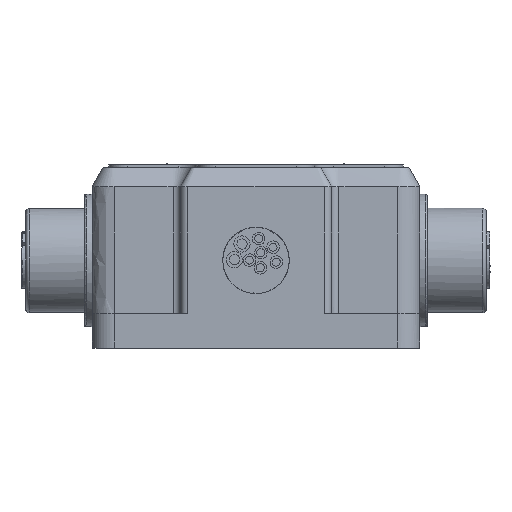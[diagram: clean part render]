
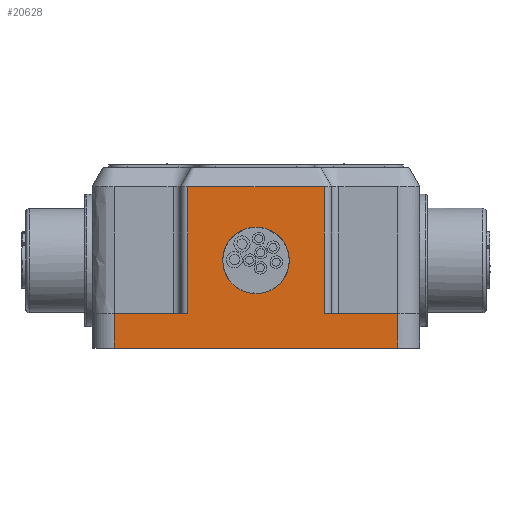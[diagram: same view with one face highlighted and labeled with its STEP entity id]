
A CAD part, front view. The second image highlights one B-rep face of the part: STEP entity #20628.
In plain terms, the highlighted free-form (B-spline) face has degree [1, 1] with [2, 2] control points.
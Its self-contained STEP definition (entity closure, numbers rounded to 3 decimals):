
#20515=CARTESIAN_POINT('',(4.5,0.,11.9));
#20516=VERTEX_POINT('',#20515);
#20517=CARTESIAN_POINT('',(0.,0.,16.4));
#20518=VERTEX_POINT('',#20517);
#20519=CARTESIAN_POINT('',(4.5,0.,11.9));
#20520=CARTESIAN_POINT('',(4.5,0.,16.4));
#20521=CARTESIAN_POINT('',(0.,0.,16.4));
#20522=(BOUNDED_CURVE()B_SPLINE_CURVE(2,(#20519,#20520,#20521),.CIRCULAR_ARC.,.F.,.U.)B_SPLINE_CURVE_WITH_KNOTS((3,3),(0.75,1.),.UNSPECIFIED.)CURVE()GEOMETRIC_REPRESENTATION_ITEM()RATIONAL_B_SPLINE_CURVE((1.,0.707,1.))REPRESENTATION_ITEM(''));
#20523=EDGE_CURVE('',#20516,#20518,#20522,.T.);
#20534=CARTESIAN_POINT('',(0.,0.,16.4));
#20535=CARTESIAN_POINT('',(-4.5,0.,16.4));
#20536=CARTESIAN_POINT('',(-4.5,0.,11.9));
#20537=CARTESIAN_POINT('',(-4.5,0.,7.4));
#20538=CARTESIAN_POINT('',(0.,0.,7.4));
#20539=CARTESIAN_POINT('',(4.5,0.,7.4));
#20540=CARTESIAN_POINT('',(4.5,0.,11.9));
#20541=CARTESIAN_POINT('',(4.5,0.,11.9));
#20542=CARTESIAN_POINT('',(4.5,0.,11.9));
#20543=(BOUNDED_CURVE()B_SPLINE_CURVE(2,(#20534,#20535,#20536,#20537,#20538,#20539,#20540,#20541,#20542),.CIRCULAR_ARC.,.F.,.U.)B_SPLINE_CURVE_WITH_KNOTS((3,2,2,2,3),(0.,0.25,0.5,0.75,0.75),.UNSPECIFIED.)CURVE()GEOMETRIC_REPRESENTATION_ITEM()RATIONAL_B_SPLINE_CURVE((1.,0.707,1.,0.707,1.,0.707,1.,1.,1.))REPRESENTATION_ITEM(''));
#20544=EDGE_CURVE('',#20518,#20516,#20543,.T.);
#20549=CARTESIAN_POINT('',(22.147,0.,-11.196));
#20550=CARTESIAN_POINT('',(-22.147,0.,-11.196));
#20551=CARTESIAN_POINT('',(22.147,0.,33.099));
#20552=CARTESIAN_POINT('',(-22.147,0.,33.099));
#20553=B_SPLINE_SURFACE_WITH_KNOTS('',1,1,((#20549,#20550),(#20551,#20552)),.PLANE_SURF.,.F.,.F.,.U.,(2,2),(2,2),(0.,1.),(0.,1.),.UNSPECIFIED.);
#20554=CARTESIAN_POINT('',(9.251,0.,21.9));
#20555=VERTEX_POINT('',#20554);
#20556=CARTESIAN_POINT('',(-9.25,0.,21.9));
#20557=VERTEX_POINT('',#20556);
#20558=CARTESIAN_POINT('',(9.251,0.,21.9));
#20559=CARTESIAN_POINT('',(6.168,0.,21.9));
#20560=CARTESIAN_POINT('',(1.542,0.,21.9));
#20561=CARTESIAN_POINT('',(-3.083,0.,21.9));
#20562=CARTESIAN_POINT('',(-5.396,0.,21.9));
#20563=CARTESIAN_POINT('',(-6.166,0.,21.9));
#20564=CARTESIAN_POINT('',(-7.323,0.,21.9));
#20565=CARTESIAN_POINT('',(-7.708,0.,21.9));
#20566=CARTESIAN_POINT('',(-8.286,0.,21.9));
#20567=CARTESIAN_POINT('',(-8.575,0.,21.9));
#20568=CARTESIAN_POINT('',(-8.865,0.,21.9));
#20569=CARTESIAN_POINT('',(-9.057,0.,21.9));
#20570=CARTESIAN_POINT('',(-9.154,0.,21.902));
#20571=CARTESIAN_POINT('',(-9.25,0.,21.899));
#20572=B_SPLINE_CURVE_WITH_KNOTS('',3,(#20558,#20559,#20560,#20561,#20562,#20563,#20564,#20565,#20566,#20567,#20568,#20569,#20570,#20571),.UNSPECIFIED.,.F.,.U.,(4,1,2,2,2,1,2,4),(0.,0.009,0.014,0.016,0.017,0.018,0.018,0.019),.UNSPECIFIED.);
#20573=EDGE_CURVE('',#20555,#20557,#20572,.T.);
#20574=ORIENTED_EDGE('',*,*,#20573,.T.);
#20575=CARTESIAN_POINT('',(-9.25,0.,4.7));
#20576=VERTEX_POINT('',#20575);
#20577=CARTESIAN_POINT('',(-9.25,0.,21.9));
#20578=CARTESIAN_POINT('',(-9.25,0.,4.7));
#20579=B_SPLINE_CURVE_WITH_KNOTS('',1,(#20577,#20578),.POLYLINE_FORM.,.F.,.U.,(2,2),(0.,1.),.UNSPECIFIED.);
#20580=EDGE_CURVE('',#20557,#20576,#20579,.T.);
#20581=ORIENTED_EDGE('',*,*,#20580,.T.);
#20582=CARTESIAN_POINT('',(-19.25,0.,4.7));
#20583=VERTEX_POINT('',#20582);
#20584=CARTESIAN_POINT('',(-9.25,0.,4.7));
#20585=CARTESIAN_POINT('',(-19.25,0.,4.7));
#20586=B_SPLINE_CURVE_WITH_KNOTS('',1,(#20584,#20585),.POLYLINE_FORM.,.F.,.U.,(2,2),(0.,1.),.UNSPECIFIED.);
#20587=EDGE_CURVE('',#20576,#20583,#20586,.T.);
#20588=ORIENTED_EDGE('',*,*,#20587,.T.);
#20589=CARTESIAN_POINT('',(-19.25,0.,0.));
#20590=VERTEX_POINT('',#20589);
#20591=CARTESIAN_POINT('',(-19.25,0.,4.7));
#20592=CARTESIAN_POINT('',(-19.25,0.,0.));
#20593=B_SPLINE_CURVE_WITH_KNOTS('',1,(#20591,#20592),.POLYLINE_FORM.,.F.,.U.,(2,2),(0.,1.),.UNSPECIFIED.);
#20594=EDGE_CURVE('',#20583,#20590,#20593,.T.);
#20595=ORIENTED_EDGE('',*,*,#20594,.T.);
#20596=CARTESIAN_POINT('',(19.25,0.,0.));
#20597=VERTEX_POINT('',#20596);
#20598=CARTESIAN_POINT('',(-19.25,0.,0.));
#20599=CARTESIAN_POINT('',(19.25,0.,0.));
#20600=B_SPLINE_CURVE_WITH_KNOTS('',1,(#20598,#20599),.POLYLINE_FORM.,.F.,.U.,(2,2),(0.,1.),.UNSPECIFIED.);
#20601=EDGE_CURVE('',#20590,#20597,#20600,.T.);
#20602=ORIENTED_EDGE('',*,*,#20601,.T.);
#20603=CARTESIAN_POINT('',(19.25,0.,4.7));
#20604=VERTEX_POINT('',#20603);
#20605=CARTESIAN_POINT('',(19.25,0.,0.));
#20606=CARTESIAN_POINT('',(19.25,0.,4.7));
#20607=B_SPLINE_CURVE_WITH_KNOTS('',1,(#20605,#20606),.POLYLINE_FORM.,.F.,.U.,(2,2),(0.,1.),.UNSPECIFIED.);
#20608=EDGE_CURVE('',#20597,#20604,#20607,.T.);
#20609=ORIENTED_EDGE('',*,*,#20608,.T.);
#20610=CARTESIAN_POINT('',(9.25,0.,4.7));
#20611=VERTEX_POINT('',#20610);
#20612=CARTESIAN_POINT('',(19.25,0.,4.7));
#20613=CARTESIAN_POINT('',(9.25,0.,4.7));
#20614=B_SPLINE_CURVE_WITH_KNOTS('',1,(#20612,#20613),.POLYLINE_FORM.,.F.,.U.,(2,2),(0.,1.),.UNSPECIFIED.);
#20615=EDGE_CURVE('',#20604,#20611,#20614,.T.);
#20616=ORIENTED_EDGE('',*,*,#20615,.T.);
#20617=CARTESIAN_POINT('',(9.25,0.,4.7));
#20618=CARTESIAN_POINT('',(9.251,0.,21.9));
#20619=B_SPLINE_CURVE_WITH_KNOTS('',1,(#20617,#20618),.POLYLINE_FORM.,.F.,.U.,(2,2),(0.,1.),.UNSPECIFIED.);
#20620=EDGE_CURVE('',#20611,#20555,#20619,.T.);
#20621=ORIENTED_EDGE('',*,*,#20620,.T.);
#20622=EDGE_LOOP('',(#20574,#20581,#20588,#20595,#20602,#20609,#20616,#20621));
#20623=FACE_OUTER_BOUND('',#20622,.T.);
#20624=ORIENTED_EDGE('',*,*,#20544,.F.);
#20625=ORIENTED_EDGE('',*,*,#20523,.F.);
#20626=EDGE_LOOP('',(#20624,#20625));
#20627=FACE_BOUND('',#20626,.T.);
#20628=ADVANCED_FACE('',(#20623,#20627),#20553,.T.);
